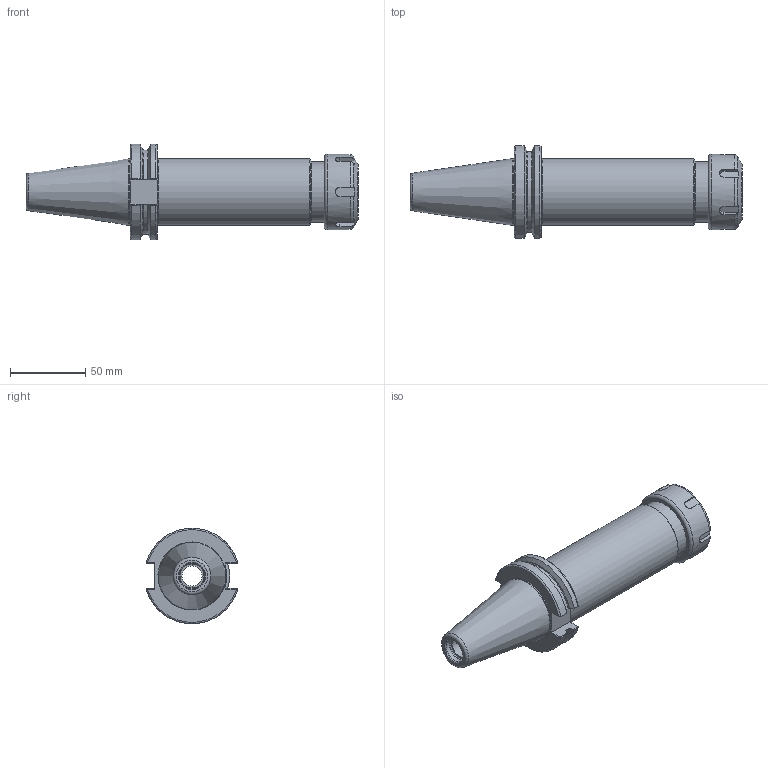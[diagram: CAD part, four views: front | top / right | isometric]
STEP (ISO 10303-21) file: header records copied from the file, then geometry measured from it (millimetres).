
FILE_DESCRIPTION(/* description */ (''),/* implementation_level */ '2;1');
FILE_NAME(/* name */ 'DCAT40-ER32-0600.stp',/* time_stamp */ '2019-05-30T16:36:09-05:00',/* author */ ('ldfli'),/* organization */ ('Pioneer N.A.'),/* preprocessor_version */ 'ST-DEVELOPER v18',/* originating_system */ 'Autodesk Inventor LT',/* authorisation */ '');
FILE_SCHEMA (('AUTOMOTIVE_DESIGN { 1 0 10303 214 3 1 1 }'));
Length unit declared in the file: millimetre
Products named in the file (1): DCAT40-ER32-0600
Bounding box: 220.65 x 61.14 x 63.31 mm (x, y, z)
Volume: 247535 mm3; surface area: 53934.1 mm2
Topology: 2 solids, 2 shells, 137 faces, 399 edges, 272 vertices
Faces by surface type: plane 57, cylinder 25, torus 25, bspline 16, cone 14
Full cylindrical faces by diameter (mm): 10 x1, 13.386 x1, 16.28 x1, 16.78 x1, 22.098 x1, 24.1 x1, 36.2 x1, 38.376 x1, 40 x1, 41 x1, 44.45 x1, 44.57 x1, 50 x1
Entity records: 5486 total; most frequent: CARTESIAN_POINT 1920, ORIENTED_EDGE 798, DIRECTION 696, EDGE_CURVE 399, AXIS2_PLACEMENT_3D 275, VERTEX_POINT 272, CIRCLE 153, EDGE_LOOP 147
